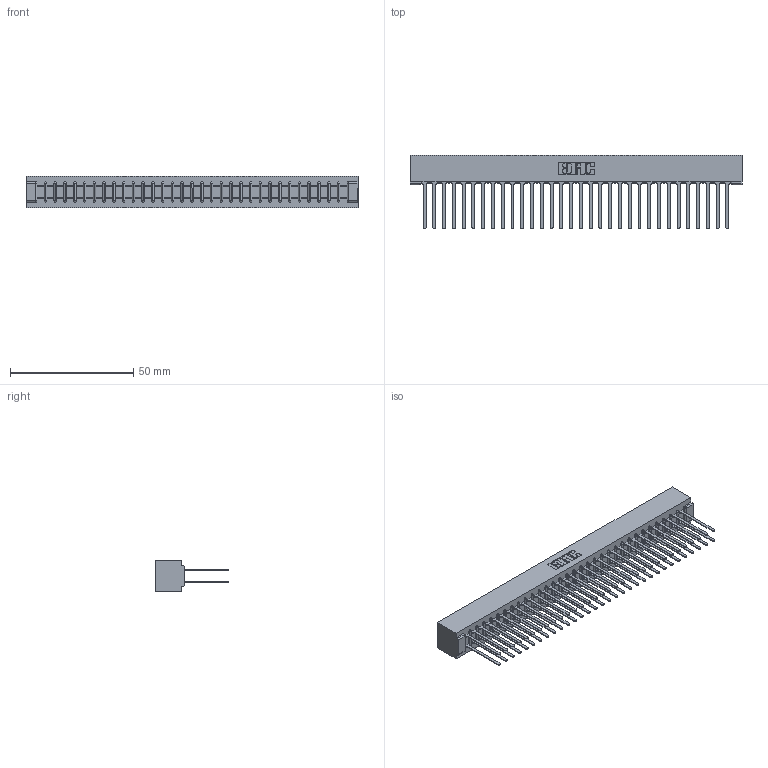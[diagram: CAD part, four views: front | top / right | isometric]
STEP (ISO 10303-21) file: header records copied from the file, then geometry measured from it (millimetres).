
FILE_DESCRIPTION (( 'STEP AP203' ), '1' );
FILE_NAME ('307-064-540-201.STEP', '2019-09-06T16:47:04', ( '' ), ( '' ), 'SwSTEP 2.0', 'SolidWorks 2016', '' );
FILE_SCHEMA (( 'CONFIG_CONTROL_DESIGN' ));
Length unit declared in the file: inch
Products named in the file (3): 307-290-001_540; 307 Part_No Mounting Lugs; 307-064-540-201
Assembly tree (65 placements, depth 2):
  307-064-540-201
    307 Part_No Mounting Lugs
    307-290-001_540  x64
Bounding box: 134.67 x 30 x 12.7 mm (x, y, z)
Volume: 15154.7 mm3; surface area: 20790.4 mm2
Topology: 65 solids, 65 shells, 3087 faces, 8619 edges, 5570 vertices
Faces by surface type: plane 2050, cylinder 971, sphere 66
Entity records: 29380 total; most frequent: CARTESIAN_POINT 4804, ORIENTED_EDGE 4758, DIRECTION 4709, EDGE_CURVE 2379, LINE 1823, VECTOR 1823, VERTEX_POINT 1538, AXIS2_PLACEMENT_3D 1443
